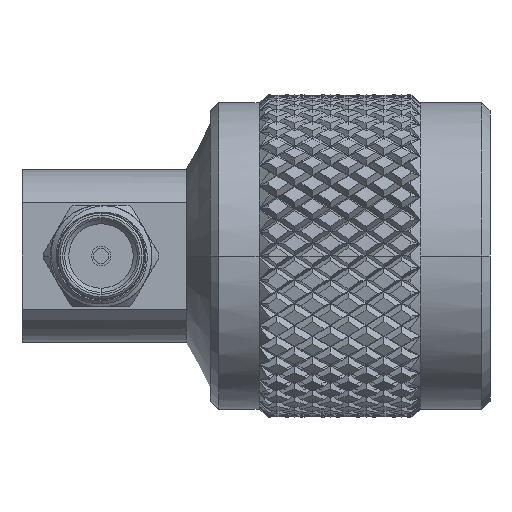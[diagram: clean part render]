
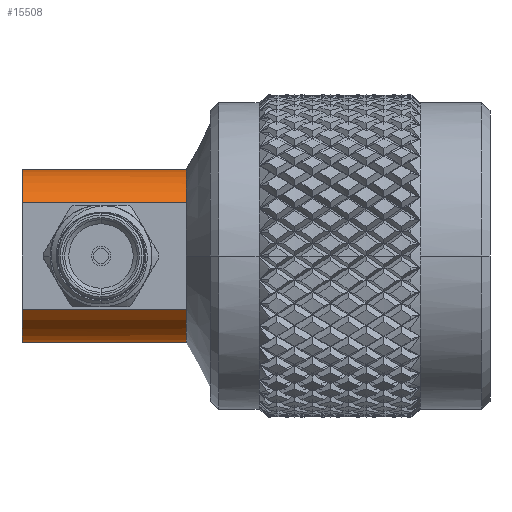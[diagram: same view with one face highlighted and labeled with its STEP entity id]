
A CAD part, left-side view. The second image highlights one B-rep face of the part: STEP entity #15508.
In plain terms, the highlighted cylindrical face has radius 5.395 mm (diameter 10.79 mm), a partial arc.
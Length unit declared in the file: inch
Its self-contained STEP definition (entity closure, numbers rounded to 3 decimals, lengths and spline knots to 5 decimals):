
#736 = CIRCLE ( 'NONE', #74453, 0.21241 ) ;
#4165 = ORIENTED_EDGE ( 'NONE', *, *, #75541, .F. ) ;
#4283 = AXIS2_PLACEMENT_3D ( 'NONE', #83685, #69251, #40711 ) ;
#9897 = DIRECTION ( 'NONE',  ( -1., 0., 0. ) ) ;
#9939 = DIRECTION ( 'NONE',  ( 1., 0., 0. ) ) ;
#12555 = CYLINDRICAL_SURFACE ( 'NONE', #73816, 0.21241 ) ;
#13741 = CARTESIAN_POINT ( 'NONE',  ( 0.46208, 0., 0. ) ) ;
#14402 = EDGE_LOOP ( 'NONE', ( #48937, #81736, #52663, #4165, #68600 ) ) ;
#15508 = ADVANCED_FACE ( 'NONE', ( #24843 ), #12555, .T. ) ;
#20886 = VECTOR ( 'NONE', #9939, 39.37008 ) ;
#23769 = VERTEX_POINT ( 'NONE', #41470 ) ;
#24843 = FACE_OUTER_BOUND ( 'NONE', #14402, .T. ) ;
#26223 = CARTESIAN_POINT ( 'NONE',  ( 0.05962, 0.13037, 0.16769 ) ) ;
#27774 = DIRECTION ( 'NONE',  ( 1., 0., 0. ) ) ;
#28314 = DIRECTION ( 'NONE',  ( 0., 0., 1. ) ) ;
#28686 = VERTEX_POINT ( 'NONE', #46017 ) ;
#32573 = VECTOR ( 'NONE', #27774, 39.37008 ) ;
#32585 = EDGE_CURVE ( 'NONE', #23769, #37118, #39930, .T. ) ;
#33150 = DIRECTION ( 'NONE',  ( 0., 0., 1. ) ) ;
#37118 = VERTEX_POINT ( 'NONE', #69072 ) ;
#38978 = CARTESIAN_POINT ( 'NONE',  ( 0.05962, 0., 0. ) ) ;
#39930 = LINE ( 'NONE', #60171, #20886 ) ;
#40711 = DIRECTION ( 'NONE',  ( 0., 0., 1. ) ) ;
#41470 = CARTESIAN_POINT ( 'NONE',  ( 0.05962, -0.13037, 0.16769 ) ) ;
#46017 = CARTESIAN_POINT ( 'NONE',  ( 0.05962, 0.13037, 0.16769 ) ) ;
#46795 = DIRECTION ( 'NONE',  ( 0., 0., 1. ) ) ;
#47085 = LINE ( 'NONE', #26223, #32573 ) ;
#48937 = ORIENTED_EDGE ( 'NONE', *, *, #69700, .T. ) ;
#50856 = CARTESIAN_POINT ( 'NONE',  ( -5.70743, 0., 0. ) ) ;
#52663 = ORIENTED_EDGE ( 'NONE', *, *, #74971, .F. ) ;
#57140 = CARTESIAN_POINT ( 'NONE',  ( 0.46208, 0.13037, 0.16769 ) ) ;
#57476 = DIRECTION ( 'NONE',  ( -1., 0., 0. ) ) ;
#57547 = AXIS2_PLACEMENT_3D ( 'NONE', #38978, #9897, #46795 ) ;
#57904 = CARTESIAN_POINT ( 'NONE',  ( 0.05962, 0., -0.21241 ) ) ;
#60171 = CARTESIAN_POINT ( 'NONE',  ( 0.05962, -0.13037, 0.16769 ) ) ;
#68600 = ORIENTED_EDGE ( 'NONE', *, *, #84360, .T. ) ;
#69072 = CARTESIAN_POINT ( 'NONE',  ( 0.46208, -0.13037, 0.16769 ) ) ;
#69251 = DIRECTION ( 'NONE',  ( -1., 0., 0. ) ) ;
#69700 = EDGE_CURVE ( 'NONE', #89545, #37118, #736, .T. ) ;
#69759 = VERTEX_POINT ( 'NONE', #57904 ) ;
#73816 = AXIS2_PLACEMENT_3D ( 'NONE', #50856, #57476, #28314 ) ;
#74453 = AXIS2_PLACEMENT_3D ( 'NONE', #13741, #83594, #33150 ) ;
#74971 = EDGE_CURVE ( 'NONE', #69759, #23769, #84302, .T. ) ;
#75541 = EDGE_CURVE ( 'NONE', #28686, #69759, #86476, .T. ) ;
#81736 = ORIENTED_EDGE ( 'NONE', *, *, #32585, .F. ) ;
#83594 = DIRECTION ( 'NONE',  ( -1., 0., 0. ) ) ;
#83685 = CARTESIAN_POINT ( 'NONE',  ( 0.05962, 0., 0. ) ) ;
#84302 = CIRCLE ( 'NONE', #57547, 0.21241 ) ;
#84360 = EDGE_CURVE ( 'NONE', #28686, #89545, #47085, .T. ) ;
#86476 = CIRCLE ( 'NONE', #4283, 0.21241 ) ;
#89545 = VERTEX_POINT ( 'NONE', #57140 ) ;
